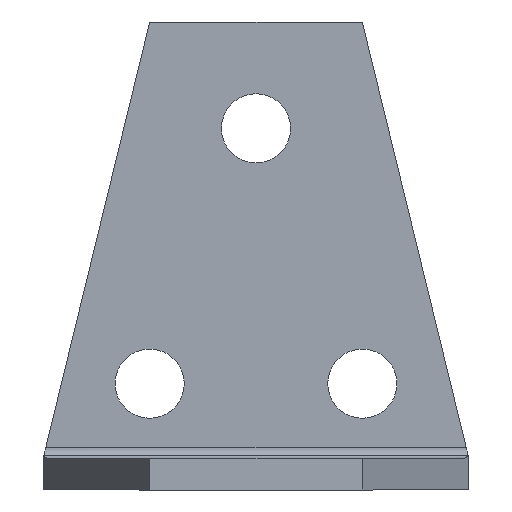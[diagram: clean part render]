
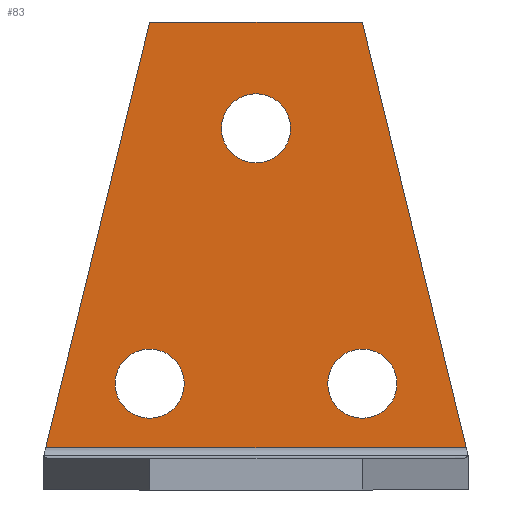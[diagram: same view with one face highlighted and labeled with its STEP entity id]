
A CAD part, front view. The second image highlights one B-rep face of the part: STEP entity #83.
In plain terms, the highlighted planar face has unit normal (0, -1, 0).
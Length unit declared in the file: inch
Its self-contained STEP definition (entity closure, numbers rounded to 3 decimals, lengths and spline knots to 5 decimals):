
#83=ADVANCED_FACE('',(#179,#180,#181,#182),#183,.T.);
#179=FACE_OUTER_BOUND('',#340,.T.);
#180=FACE_BOUND('',#341,.T.);
#181=FACE_BOUND('',#342,.T.);
#182=FACE_BOUND('',#343,.T.);
#183=PLANE('',#344);
#340=EDGE_LOOP('',(#562,#563,#564,#565));
#341=EDGE_LOOP('',(#566,#567,#568,#569));
#342=EDGE_LOOP('',(#570,#571,#572,#573));
#343=EDGE_LOOP('',(#574,#575,#576,#577));
#344=AXIS2_PLACEMENT_3D('',#578,#579,#580);
#562=ORIENTED_EDGE('',*,*,#733,.F.);
#563=ORIENTED_EDGE('',*,*,#794,.F.);
#564=ORIENTED_EDGE('',*,*,#795,.F.);
#565=ORIENTED_EDGE('',*,*,#796,.F.);
#566=ORIENTED_EDGE('',*,*,#797,.F.);
#567=ORIENTED_EDGE('',*,*,#742,.F.);
#568=ORIENTED_EDGE('',*,*,#770,.F.);
#569=ORIENTED_EDGE('',*,*,#765,.F.);
#570=ORIENTED_EDGE('',*,*,#755,.F.);
#571=ORIENTED_EDGE('',*,*,#798,.F.);
#572=ORIENTED_EDGE('',*,*,#799,.F.);
#573=ORIENTED_EDGE('',*,*,#800,.F.);
#574=ORIENTED_EDGE('',*,*,#801,.F.);
#575=ORIENTED_EDGE('',*,*,#802,.F.);
#576=ORIENTED_EDGE('',*,*,#803,.F.);
#577=ORIENTED_EDGE('',*,*,#785,.F.);
#578=CARTESIAN_POINT('',(0.625,1.59375,1.19366));
#579=DIRECTION('',(0.0,-1.0,0.0));
#580=DIRECTION('',(0.0,0.0,1.0));
#733=EDGE_CURVE('',#858,#860,#861,.T.);
#742=EDGE_CURVE('',#875,#876,#877,.T.);
#755=EDGE_CURVE('',#896,#897,#898,.T.);
#765=EDGE_CURVE('',#914,#915,#916,.T.);
#770=EDGE_CURVE('',#915,#875,#923,.T.);
#785=EDGE_CURVE('',#945,#946,#947,.T.);
#794=EDGE_CURVE('',#960,#858,#961,.T.);
#795=EDGE_CURVE('',#962,#960,#963,.T.);
#796=EDGE_CURVE('',#860,#962,#964,.T.);
#797=EDGE_CURVE('',#876,#914,#965,.T.);
#798=EDGE_CURVE('',#966,#896,#967,.T.);
#799=EDGE_CURVE('',#968,#966,#969,.T.);
#800=EDGE_CURVE('',#897,#968,#970,.T.);
#801=EDGE_CURVE('',#971,#945,#972,.T.);
#802=EDGE_CURVE('',#973,#971,#974,.T.);
#803=EDGE_CURVE('',#946,#973,#975,.T.);
#858=VERTEX_POINT('',#1042);
#860=VERTEX_POINT('',#1044);
#861=LINE('',#1045,#1046);
#875=VERTEX_POINT('',#1062);
#876=VERTEX_POINT('',#1063);
#877=B_SPLINE_CURVE_WITH_KNOTS('',3,(#1064,#1065,#1066,#1067),.UNSPECIFIED.,.F.,.F.,(4,4),(0.0,1.0),.UNSPECIFIED.);
#896=VERTEX_POINT('',#1093);
#897=VERTEX_POINT('',#1094);
#898=B_SPLINE_CURVE_WITH_KNOTS('',3,(#1095,#1096,#1097,#1098),.UNSPECIFIED.,.F.,.F.,(4,4),(0.0,1.0),.UNSPECIFIED.);
#914=VERTEX_POINT('',#1127);
#915=VERTEX_POINT('',#1128);
#916=B_SPLINE_CURVE_WITH_KNOTS('',3,(#1129,#1130,#1131,#1132),.UNSPECIFIED.,.F.,.F.,(4,4),(0.0,1.0),.UNSPECIFIED.);
#923=B_SPLINE_CURVE_WITH_KNOTS('',3,(#1144,#1145,#1146,#1147),.UNSPECIFIED.,.F.,.F.,(4,4),(0.0,1.0),.UNSPECIFIED.);
#945=VERTEX_POINT('',#1190);
#946=VERTEX_POINT('',#1191);
#947=B_SPLINE_CURVE_WITH_KNOTS('',3,(#1192,#1193,#1194,#1195),.UNSPECIFIED.,.F.,.F.,(4,4),(0.0,1.0),.UNSPECIFIED.);
#960=VERTEX_POINT('',#1216);
#961=LINE('',#1217,#1218);
#962=VERTEX_POINT('',#1219);
#963=LINE('',#1220,#1221);
#964=LINE('',#1222,#1223);
#965=B_SPLINE_CURVE_WITH_KNOTS('',3,(#1224,#1225,#1226,#1227),.UNSPECIFIED.,.F.,.F.,(4,4),(0.0,1.0),.UNSPECIFIED.);
#966=VERTEX_POINT('',#1228);
#967=B_SPLINE_CURVE_WITH_KNOTS('',3,(#1229,#1230,#1231,#1232),.UNSPECIFIED.,.F.,.F.,(4,4),(0.0,1.0),.UNSPECIFIED.);
#968=VERTEX_POINT('',#1233);
#969=B_SPLINE_CURVE_WITH_KNOTS('',3,(#1234,#1235,#1236,#1237),.UNSPECIFIED.,.F.,.F.,(4,4),(0.0,1.0),.UNSPECIFIED.);
#970=B_SPLINE_CURVE_WITH_KNOTS('',3,(#1238,#1239,#1240,#1241),.UNSPECIFIED.,.F.,.F.,(4,4),(0.0,1.0),.UNSPECIFIED.);
#971=VERTEX_POINT('',#1242);
#972=B_SPLINE_CURVE_WITH_KNOTS('',3,(#1243,#1244,#1245,#1246),.UNSPECIFIED.,.F.,.F.,(4,4),(0.0,1.0),.UNSPECIFIED.);
#973=VERTEX_POINT('',#1247);
#974=B_SPLINE_CURVE_WITH_KNOTS('',3,(#1248,#1249,#1250,#1251),.UNSPECIFIED.,.F.,.F.,(4,4),(0.0,1.0),.UNSPECIFIED.);
#975=B_SPLINE_CURVE_WITH_KNOTS('',3,(#1252,#1253,#1254,#1255),.UNSPECIFIED.,.F.,.F.,(4,4),(0.0,1.0),.UNSPECIFIED.);
#1042=CARTESIAN_POINT('',(1.86037,1.59375,0.2475));
#1044=CARTESIAN_POINT('',(-0.61037,1.59375,0.2475));
#1045=CARTESIAN_POINT('',(0.625,1.59375,0.2475));
#1046=VECTOR('',#1369,1.);
#1062=CARTESIAN_POINT('',(0.82813,1.59375,2.125));
#1063=CARTESIAN_POINT('',(0.625,1.59375,2.32813));
#1064=CARTESIAN_POINT('',(0.82813,1.59375,2.125));
#1065=CARTESIAN_POINT('',(0.82813,1.59375,2.23718));
#1066=CARTESIAN_POINT('',(0.73718,1.59375,2.32813));
#1067=CARTESIAN_POINT('',(0.625,1.59375,2.32813));
#1093=CARTESIAN_POINT('',(0.,1.59375,0.82813));
#1094=CARTESIAN_POINT('',(-0.20312,1.59375,0.625));
#1095=CARTESIAN_POINT('',(0.,1.59375,0.82813));
#1096=CARTESIAN_POINT('',(-0.11218,1.59375,0.82813));
#1097=CARTESIAN_POINT('',(-0.20312,1.59375,0.73718));
#1098=CARTESIAN_POINT('',(-0.20312,1.59375,0.625));
#1127=CARTESIAN_POINT('',(0.42188,1.59375,2.125));
#1128=CARTESIAN_POINT('',(0.625,1.59375,1.92188));
#1129=CARTESIAN_POINT('',(0.42188,1.59375,2.125));
#1130=CARTESIAN_POINT('',(0.42188,1.59375,2.01282));
#1131=CARTESIAN_POINT('',(0.51282,1.59375,1.92188));
#1132=CARTESIAN_POINT('',(0.625,1.59375,1.92188));
#1144=CARTESIAN_POINT('',(0.625,1.59375,1.92188));
#1145=CARTESIAN_POINT('',(0.73718,1.59375,1.92188));
#1146=CARTESIAN_POINT('',(0.82813,1.59375,2.01282));
#1147=CARTESIAN_POINT('',(0.82813,1.59375,2.125));
#1190=CARTESIAN_POINT('',(1.04688,1.59375,0.625));
#1191=CARTESIAN_POINT('',(1.25,1.59375,0.42188));
#1192=CARTESIAN_POINT('',(1.04688,1.59375,0.625));
#1193=CARTESIAN_POINT('',(1.04688,1.59375,0.51282));
#1194=CARTESIAN_POINT('',(1.13782,1.59375,0.42188));
#1195=CARTESIAN_POINT('',(1.25,1.59375,0.42188));
#1216=CARTESIAN_POINT('',(1.25,1.59375,2.75));
#1217=CARTESIAN_POINT('',(1.875,1.59375,0.1875));
#1218=VECTOR('',#1417,1.);
#1219=CARTESIAN_POINT('',(0.,1.59375,2.75));
#1220=CARTESIAN_POINT('',(1.25,1.59375,2.75));
#1221=VECTOR('',#1418,1.0);
#1222=CARTESIAN_POINT('',(0.,1.59375,2.75));
#1223=VECTOR('',#1419,1.);
#1224=CARTESIAN_POINT('',(0.625,1.59375,2.32813));
#1225=CARTESIAN_POINT('',(0.51282,1.59375,2.32813));
#1226=CARTESIAN_POINT('',(0.42188,1.59375,2.23718));
#1227=CARTESIAN_POINT('',(0.42188,1.59375,2.125));
#1228=CARTESIAN_POINT('',(0.20313,1.59375,0.625));
#1229=CARTESIAN_POINT('',(0.20313,1.59375,0.625));
#1230=CARTESIAN_POINT('',(0.20313,1.59375,0.73718));
#1231=CARTESIAN_POINT('',(0.11218,1.59375,0.82813));
#1232=CARTESIAN_POINT('',(0.,1.59375,0.82813));
#1233=CARTESIAN_POINT('',(0.,1.59375,0.42188));
#1234=CARTESIAN_POINT('',(0.,1.59375,0.42188));
#1235=CARTESIAN_POINT('',(0.11218,1.59375,0.42188));
#1236=CARTESIAN_POINT('',(0.20313,1.59375,0.51282));
#1237=CARTESIAN_POINT('',(0.20313,1.59375,0.625));
#1238=CARTESIAN_POINT('',(-0.20312,1.59375,0.625));
#1239=CARTESIAN_POINT('',(-0.20312,1.59375,0.51282));
#1240=CARTESIAN_POINT('',(-0.11218,1.59375,0.42188));
#1241=CARTESIAN_POINT('',(0.,1.59375,0.42188));
#1242=CARTESIAN_POINT('',(1.25,1.59375,0.82813));
#1243=CARTESIAN_POINT('',(1.25,1.59375,0.82813));
#1244=CARTESIAN_POINT('',(1.13782,1.59375,0.82813));
#1245=CARTESIAN_POINT('',(1.04688,1.59375,0.73718));
#1246=CARTESIAN_POINT('',(1.04688,1.59375,0.625));
#1247=CARTESIAN_POINT('',(1.45313,1.59375,0.625));
#1248=CARTESIAN_POINT('',(1.45313,1.59375,0.625));
#1249=CARTESIAN_POINT('',(1.45313,1.59375,0.73718));
#1250=CARTESIAN_POINT('',(1.36218,1.59375,0.82813));
#1251=CARTESIAN_POINT('',(1.25,1.59375,0.82813));
#1252=CARTESIAN_POINT('',(1.25,1.59375,0.42188));
#1253=CARTESIAN_POINT('',(1.36218,1.59375,0.42188));
#1254=CARTESIAN_POINT('',(1.45313,1.59375,0.51282));
#1255=CARTESIAN_POINT('',(1.45313,1.59375,0.625));
#1369=DIRECTION('',(-1.0,0.0,0.0));
#1417=DIRECTION('',(0.237,0.0,-0.972));
#1418=DIRECTION('',(1.0,0.0,-0.0));
#1419=DIRECTION('',(0.237,0.0,0.972));
